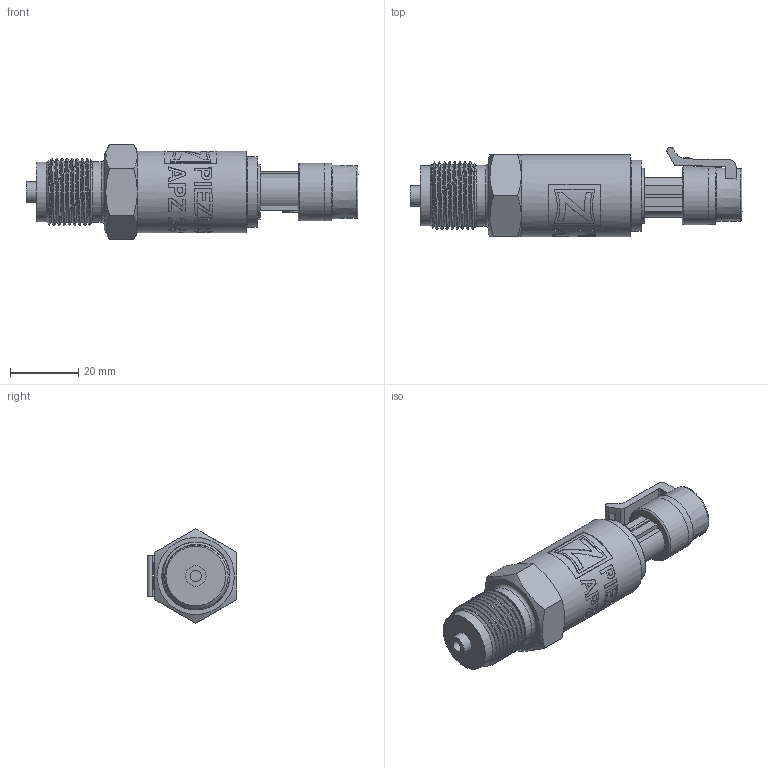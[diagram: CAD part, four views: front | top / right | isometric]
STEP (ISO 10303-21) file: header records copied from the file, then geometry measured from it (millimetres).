
FILE_DESCRIPTION(/* description */ (''),/* implementation_level */ '2;1');
FILE_NAME(/* name */ 'APZ2410_M20x1,5EN_Packard.step',/* time_stamp */ '2021-07-19T10:10:14+03:00',/* author */ (''),/* organization */ (''),/* preprocessor_version */ 'ST-DEVELOPER v18.1',/* originating_system */ 'Autodesk Translation Framework v10.9.0.1377',/* authorisation */ '');
FILE_SCHEMA (('AUTOMOTIVE_DESIGN { 1 0 10303 214 3 1 1 }'));
Length unit declared in the file: millimetre
Products named in the file (5): АПЗ 2422 (2412,2410) - filled; M20x1,5 EN; Адаптер Packard; Packard male v13; Packard female v5
Assembly tree (4 placements, depth 2):
  АПЗ 2422 (2412,2410) - filled
    M20x1,5 EN
    Адаптер Packard
    Packard male v13
    Packard female v5
Bounding box: 97.28 x 26.22 x 27.71 mm (x, y, z)
Volume: 28945.7 mm3; surface area: 13516.7 mm2
Topology: 10 solids, 10 shells, 479 faces, 1233 edges, 817 vertices
Faces by surface type: bspline 212, plane 156, cylinder 76, cone 26, torus 9
Full cylindrical faces by diameter (mm): 1.5 x3, 3.3 x1, 6 x1, 10.123 x1, 12 x1, 12.623 x2, 13.9 x1, 16.2 x1, 16.9 x1, 17.5 x1, 17.8 x1, 18.137 x8, 18.2 x1, 18.6 x1, 19.85 x7, 20.2 x2, 20.8 x1, 24 x1
Entity records: 20105 total; most frequent: CARTESIAN_POINT 9685, ORIENTED_EDGE 2466, DIRECTION 1453, EDGE_CURVE 1233, VERTEX_POINT 817, LINE 553, VECTOR 553, EDGE_LOOP 534
